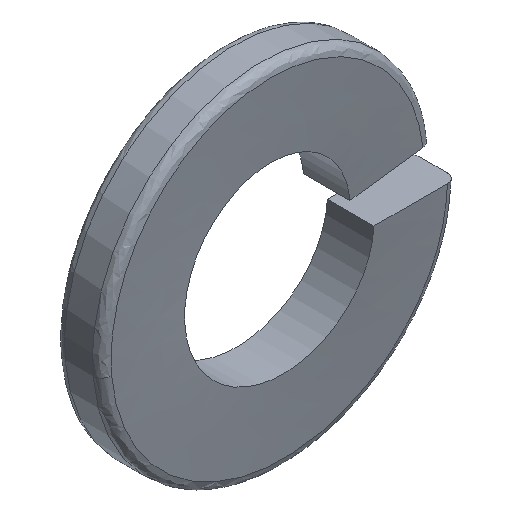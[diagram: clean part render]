
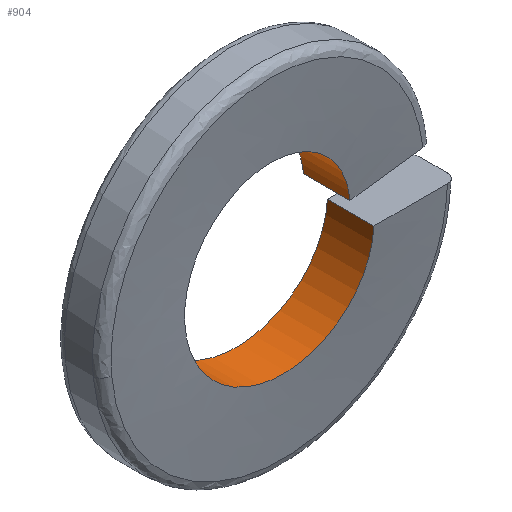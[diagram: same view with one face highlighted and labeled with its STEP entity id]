
A CAD part, isometric view. The second image highlights one B-rep face of the part: STEP entity #904.
In plain terms, the highlighted cylindrical face has radius 3.05 mm (diameter 6.1 mm), a partial arc.
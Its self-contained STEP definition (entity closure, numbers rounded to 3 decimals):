
#143=DIRECTION('',(0.,1.,0.));
#144=VECTOR('',#143,1.6);
#145=CARTESIAN_POINT('',(3.05,0.,0.));
#146=LINE('',#145,#144);
#190=CARTESIAN_POINT('',(3.05,1.6,0.));
#191=CARTESIAN_POINT('',(3.05,1.607,-0.165));
#192=CARTESIAN_POINT('',(3.023,1.621,-0.494));
#193=CARTESIAN_POINT('',(2.904,1.642,-0.976));
#194=CARTESIAN_POINT('',(2.708,1.663,-1.432));
#195=CARTESIAN_POINT('',(2.442,1.684,-1.85));
#196=CARTESIAN_POINT('',(2.111,1.705,-2.22));
#197=CARTESIAN_POINT('',(1.725,1.726,-2.531));
#198=CARTESIAN_POINT('',(1.294,1.747,-2.777));
#199=CARTESIAN_POINT('',(0.829,1.768,-2.949));
#200=CARTESIAN_POINT('',(0.342,1.789,-3.044));
#201=CARTESIAN_POINT('',(-0.154,1.811,
-3.06));
#202=CARTESIAN_POINT('',(-0.646,1.832,
-2.995));
#203=CARTESIAN_POINT('',(-1.121,1.853,-2.851));
#204=CARTESIAN_POINT('',(-1.566,1.874,-2.633));
#205=CARTESIAN_POINT('',(-1.97,1.895,-2.346));
#206=CARTESIAN_POINT('',(-2.323,1.916,-1.997));
#207=CARTESIAN_POINT('',(-2.615,1.937,-1.596));
#208=CARTESIAN_POINT('',(-2.838,1.958,-1.153));
#209=CARTESIAN_POINT('',(-2.987,1.979,
-0.68));
#210=CARTESIAN_POINT('',(-3.058,2.,-0.189));
#211=CARTESIAN_POINT('',(-3.048,2.021,0.307));
#212=CARTESIAN_POINT('',(-2.958,2.042,0.795));
#213=CARTESIAN_POINT('',(-2.791,2.063,1.262));
#214=CARTESIAN_POINT('',(-2.551,2.084,1.696));
#215=CARTESIAN_POINT('',(-2.244,2.105,2.086));
#216=CARTESIAN_POINT('',(-1.878,2.126,2.42));
#217=CARTESIAN_POINT('',(-1.462,2.147,2.692));
#218=CARTESIAN_POINT('',(-1.009,2.168,2.893));
#219=CARTESIAN_POINT('',(-0.529,2.189,3.017));
#220=CARTESIAN_POINT('',(-0.035,2.211,3.063));
#221=CARTESIAN_POINT('',(0.46,2.232,3.029));
#222=CARTESIAN_POINT('',(0.943,2.253,2.915));
#223=CARTESIAN_POINT('',(1.401,2.274,2.724));
#224=CARTESIAN_POINT('',(1.822,2.295,2.462));
#225=CARTESIAN_POINT('',(2.196,2.316,2.136));
#226=CARTESIAN_POINT('',(2.512,2.337,1.754));
#227=CARTESIAN_POINT('',(2.762,2.358,1.325));
#228=CARTESIAN_POINT('',(2.94,2.379,0.862));
#229=CARTESIAN_POINT('',(3.007,2.393,0.538));
#230=CARTESIAN_POINT('',(3.027,2.4,0.375));
#269=CARTESIAN_POINT('',(3.05,0.,0.));
#270=CARTESIAN_POINT('',(3.05,0.007,-0.165));
#271=CARTESIAN_POINT('',(3.023,0.021,
-0.494));
#272=CARTESIAN_POINT('',(2.904,0.042,
-0.976));
#273=CARTESIAN_POINT('',(2.708,0.063,-1.432));
#274=CARTESIAN_POINT('',(2.442,0.084,-1.85));
#275=CARTESIAN_POINT('',(2.111,0.105,-2.22));
#276=CARTESIAN_POINT('',(1.725,0.126,-2.531));
#277=CARTESIAN_POINT('',(1.294,0.147,-2.777));
#278=CARTESIAN_POINT('',(0.829,0.168,
-2.949));
#279=CARTESIAN_POINT('',(0.342,0.189,
-3.044));
#280=CARTESIAN_POINT('',(-0.154,0.211,
-3.06));
#281=CARTESIAN_POINT('',(-0.646,0.232,
-2.995));
#282=CARTESIAN_POINT('',(-1.121,0.253,
-2.851));
#283=CARTESIAN_POINT('',(-1.566,0.274,
-2.633));
#284=CARTESIAN_POINT('',(-1.97,0.295,
-2.346));
#285=CARTESIAN_POINT('',(-2.323,0.316,
-1.997));
#286=CARTESIAN_POINT('',(-2.615,0.337,
-1.596));
#287=CARTESIAN_POINT('',(-2.838,0.358,
-1.153));
#288=CARTESIAN_POINT('',(-2.987,0.379,
-0.68));
#289=CARTESIAN_POINT('',(-3.058,0.4,-0.189));
#290=CARTESIAN_POINT('',(-3.048,0.421,
0.307));
#291=CARTESIAN_POINT('',(-2.958,0.442,
0.795));
#292=CARTESIAN_POINT('',(-2.791,0.463,1.262));
#293=CARTESIAN_POINT('',(-2.551,0.484,1.696));
#294=CARTESIAN_POINT('',(-2.244,0.505,2.086));
#295=CARTESIAN_POINT('',(-1.878,0.526,2.42));
#296=CARTESIAN_POINT('',(-1.462,0.547,2.692));
#297=CARTESIAN_POINT('',(-1.009,0.568,2.893));
#298=CARTESIAN_POINT('',(-0.529,0.589,
3.017));
#299=CARTESIAN_POINT('',(-0.035,0.611,
3.063));
#300=CARTESIAN_POINT('',(0.46,0.632,3.029));
#301=CARTESIAN_POINT('',(0.943,0.653,2.915));
#302=CARTESIAN_POINT('',(1.401,0.674,2.724));
#303=CARTESIAN_POINT('',(1.822,0.695,2.462));
#304=CARTESIAN_POINT('',(2.196,0.716,2.136));
#305=CARTESIAN_POINT('',(2.512,0.737,1.754));
#306=CARTESIAN_POINT('',(2.762,0.758,1.325));
#307=CARTESIAN_POINT('',(2.94,0.779,0.862));
#308=CARTESIAN_POINT('',(3.007,0.793,0.538));
#309=CARTESIAN_POINT('',(3.027,0.8,0.375));
#561=DIRECTION('',(0.,1.,0.));
#562=VECTOR('',#561,1.6);
#563=CARTESIAN_POINT('',(3.027,0.8,0.375));
#564=LINE('',#563,#562);
#588=CARTESIAN_POINT('',(3.05,0.,0.));
#589=CARTESIAN_POINT('',(3.05,1.6,0.));
#590=VERTEX_POINT('',#588);
#591=VERTEX_POINT('',#589);
#592=CARTESIAN_POINT('',(3.027,0.8,0.375));
#593=CARTESIAN_POINT('',(3.027,2.4,0.375));
#594=VERTEX_POINT('',#592);
#595=VERTEX_POINT('',#593);
#891=CARTESIAN_POINT('',(0.,0.,0.));
#892=DIRECTION('',(0.,1.,0.));
#893=DIRECTION('',(1.,0.,0.));
#894=AXIS2_PLACEMENT_3D('',#891,#892,#893);
#895=CYLINDRICAL_SURFACE('',#894,3.05);
#896=ORIENTED_EDGE('',*,*,#621,.F.);
#898=ORIENTED_EDGE('',*,*,#897,.T.);
#900=ORIENTED_EDGE('',*,*,#899,.T.);
#901=ORIENTED_EDGE('',*,*,#882,.F.);
#902=EDGE_LOOP('',(#896,#898,#900,#901));
#903=FACE_OUTER_BOUND('',#902,.F.);
#231=B_SPLINE_CURVE_WITH_KNOTS('',3,(#190,#191,#192,#193,#194,#195,#196,#197,
#198,#199,#200,#201,#202,#203,#204,#205,#206,#207,#208,#209,#210,#211,#212,#213,
#214,#215,#216,#217,#218,#219,#220,#221,#222,#223,#224,#225,#226,#227,#228,#229,
#230),.UNSPECIFIED.,.F.,.F.,(4,1,1,1,1,1,1,1,1,1,1,1,1,1,1,1,1,1,1,1,1,1,1,1,1,
1,1,1,1,1,1,1,1,1,1,1,1,1,4),(0.,0.026,0.053,
0.079,0.105,0.132,0.158,
0.184,0.211,0.237,0.263,
0.289,0.316,0.342,0.368,
0.395,0.421,0.447,0.474,0.5,
0.526,0.553,0.579,0.605,
0.632,0.658,0.684,0.711,
0.737,0.763,0.789,0.816,
0.842,0.868,0.895,0.921,
0.947,0.974,1.),.UNSPECIFIED.);
#310=B_SPLINE_CURVE_WITH_KNOTS('',3,(#269,#270,#271,#272,#273,#274,#275,#276,
#277,#278,#279,#280,#281,#282,#283,#284,#285,#286,#287,#288,#289,#290,#291,#292,
#293,#294,#295,#296,#297,#298,#299,#300,#301,#302,#303,#304,#305,#306,#307,#308,
#309),.UNSPECIFIED.,.F.,.F.,(4,1,1,1,1,1,1,1,1,1,1,1,1,1,1,1,1,1,1,1,1,1,1,1,1,
1,1,1,1,1,1,1,1,1,1,1,1,1,4),(0.,0.026,0.053,
0.079,0.105,0.132,0.158,
0.184,0.211,0.237,0.263,
0.289,0.316,0.342,0.368,
0.395,0.421,0.447,0.474,0.5,
0.526,0.553,0.579,0.605,
0.632,0.658,0.684,0.711,
0.737,0.763,0.789,0.816,
0.842,0.868,0.895,0.921,
0.947,0.974,1.),.UNSPECIFIED.);
#621=EDGE_CURVE('',#590,#591,#146,.T.);
#882=EDGE_CURVE('',#591,#595,#231,.T.);
#897=EDGE_CURVE('',#590,#594,#310,.T.);
#899=EDGE_CURVE('',#594,#595,#564,.T.);
#904=ADVANCED_FACE('',(#903),#895,.F.);
